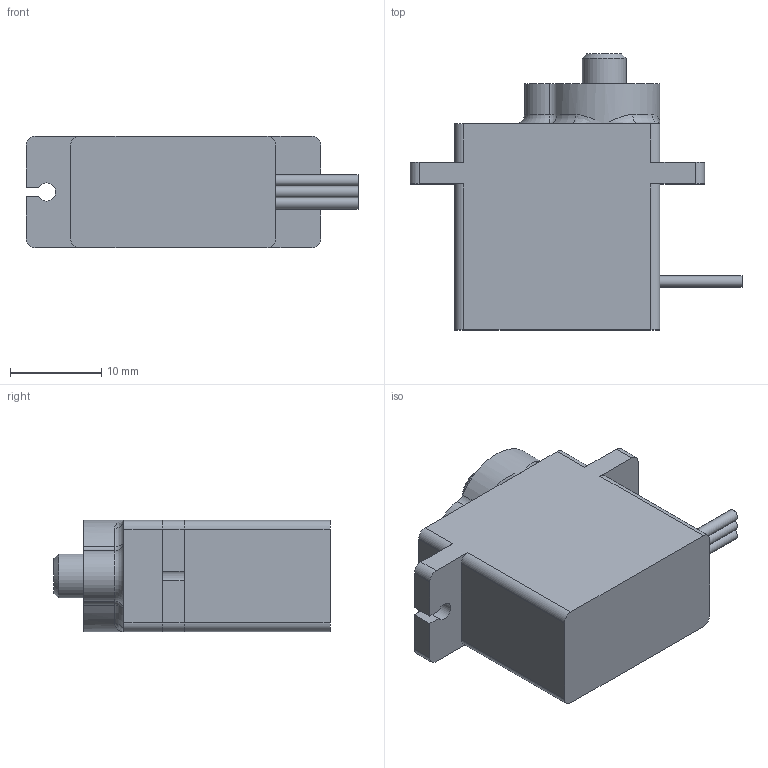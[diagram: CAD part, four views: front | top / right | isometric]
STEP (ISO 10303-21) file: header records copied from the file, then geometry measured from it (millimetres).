
FILE_DESCRIPTION(/* description */ ('STEP AP242'),/* implementation_level */ '2;1');
FILE_NAME(/* name */ 'SG90.stp',/* time_stamp */ '2025-02-10T20:44:20+03:00',/* author */ ('User'),/* organization */ ('UNSPECIFIED'),/* preprocessor_version */ 'ST-DEVELOPER v18.1',/* originating_system */ 'Autodesk Inventor 2022',/* authorisation */ '');
FILE_SCHEMA (('AUTOMOTIVE_DESIGN { 1 0 10303 214 3 1 1 }'));
Length unit declared in the file: millimetre
Products named in the file (1): SG90
Bounding box: 36.4 x 30.27 x 12.2 mm (x, y, z)
Volume: 7114.9 mm3; surface area: 2744.7 mm2
Topology: 5 solids, 5 shells, 67 faces, 162 edges, 99 vertices
Faces by surface type: plane 31, cylinder 22, bspline 6, torus 5, sphere 2, cone 1
Full cylindrical faces by diameter (mm): 1.25 x3, 4.8 x1
Entity records: 2525 total; most frequent: CARTESIAN_POINT 836, DIRECTION 338, ORIENTED_EDGE 312, EDGE_CURVE 156, AXIS2_PLACEMENT_3D 126, VERTEX_POINT 99, LINE 86, VECTOR 86
